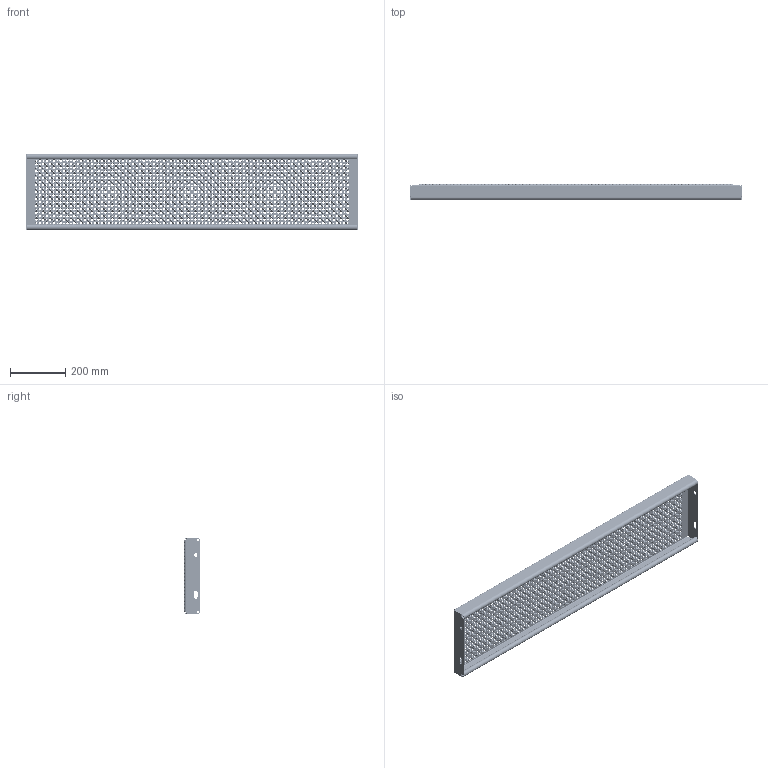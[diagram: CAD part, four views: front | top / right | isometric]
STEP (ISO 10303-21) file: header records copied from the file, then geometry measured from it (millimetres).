
FILE_DESCRIPTION (( 'STEP AP203' ), '1' );
FILE_NAME ('00000_ACHILTRIN_275x1200x57_M_OPTRÆK.STEP', '2011-08-11T05:13:10', ( 'JKJ' ), ( '' ), 'SwSTEP 2.0', 'SolidWorks 2011', '' );
FILE_SCHEMA (( 'CONFIG_CONTROL_DESIGN' ));
Products named in the file (1): 00000_ACHILTRIN_275x1200x57_M_OPTRÆK
Bounding box: 1200 x 57 x 275 mm (x, y, z)
Volume: 1145850.5 mm3; surface area: 1209621.4 mm2
Topology: 1 solids, 1 shells, 13459 faces, 30776 edges, 19230 vertices
Faces by surface type: cone 7644, cylinder 3858, plane 1949, bspline 8
Entity records: 392801 total; most frequent: DIRECTION 76814, CARTESIAN_POINT 64058, ORIENTED_EDGE 61552, AXIS2_PLACEMENT_3D 32618, EDGE_CURVE 30776, VERTEX_POINT 19230, EDGE_LOOP 19200, CIRCLE 19166
